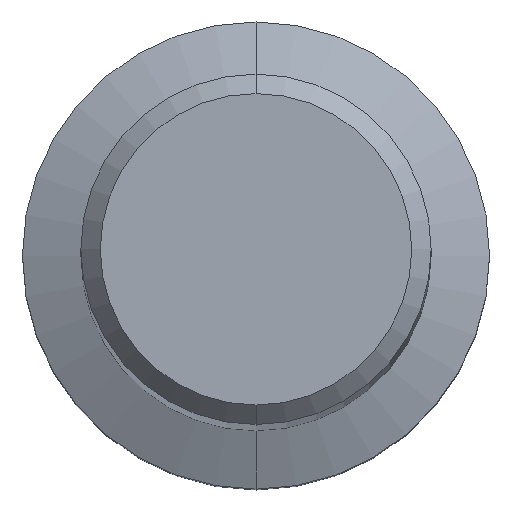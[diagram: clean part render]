
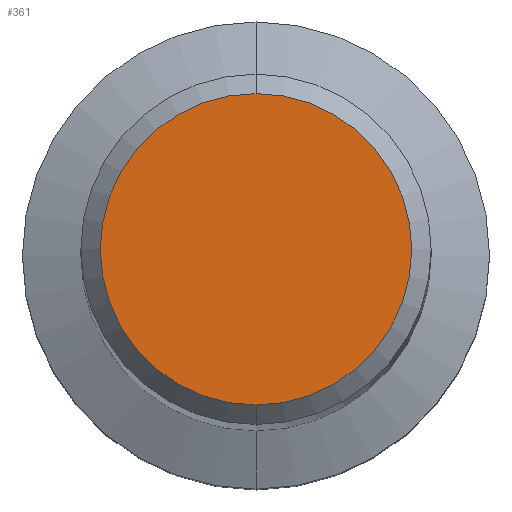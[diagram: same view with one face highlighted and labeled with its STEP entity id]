
A CAD part, top view. The second image highlights one B-rep face of the part: STEP entity #361.
In plain terms, the highlighted planar face has unit normal (0, 0, 1).
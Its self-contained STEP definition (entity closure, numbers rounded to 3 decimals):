
#281=VERTEX_POINT('',#643);
#361=ADVANCED_FACE('',(#731),#732,.T.);
#379=VERTEX_POINT('',#751);
#403=EDGE_CURVE('',#281,#379,#775,.T.);
#411=EDGE_CURVE('',#379,#281,#783,.T.);
#643=CARTESIAN_POINT('',(0.,-4.0,0.0));
#731=FACE_OUTER_BOUND('',#1278,.T.);
#732=PLANE('',#1279);
#751=CARTESIAN_POINT('',(0.0,4.0,0.0));
#775=CIRCLE('',#1377,4.0);
#783=CIRCLE('',#1388,4.0);
#1278=EDGE_LOOP('',(#1845,#1846));
#1279=AXIS2_PLACEMENT_3D('',#1847,#1848,#1849);
#1377=AXIS2_PLACEMENT_3D('',#1871,#1872,#1873);
#1388=AXIS2_PLACEMENT_3D('',#1879,#1880,#1881);
#1845=ORIENTED_EDGE('',*,*,#411,.F.);
#1846=ORIENTED_EDGE('',*,*,#403,.F.);
#1847=CARTESIAN_POINT('',(0.0,2.0,0.0));
#1848=DIRECTION('',(-0.0,0.0,1.0));
#1849=DIRECTION('',(0.0,-1.0,0.0));
#1871=CARTESIAN_POINT('',(0.0,0.0,0.0));
#1872=DIRECTION('',(0.0,0.0,-1.0));
#1873=DIRECTION('',(0.0,1.0,0.0));
#1879=CARTESIAN_POINT('',(0.0,0.0,0.0));
#1880=DIRECTION('',(0.0,0.0,-1.0));
#1881=DIRECTION('',(0.0,1.0,0.0));
